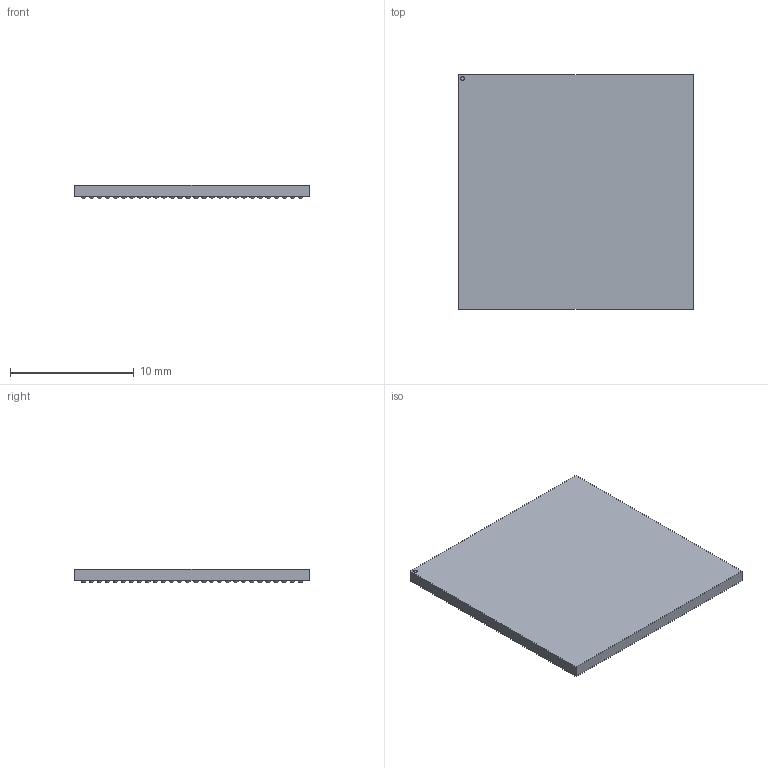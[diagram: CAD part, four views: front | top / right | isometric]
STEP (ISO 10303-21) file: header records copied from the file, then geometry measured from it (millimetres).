
FILE_DESCRIPTION(/* description */ ('model of TFBGA-636_19.0x19.0mm_Layout28x28_P0.65mm'),/* implementation_level */ '2;1');
FILE_NAME(/* name */ 'TFBGA-636_19.0x19.0mm_Layout28x28_P0.65mm.step',/* time_stamp */ '2020-09-17T19:13:38',/* author */ ('kicad StepUp','ksu'),/* organization */ ('FreeCAD'),/* preprocessor_version */ 'OCC',/* originating_system */ 'kicad StepUp',/* authorisation */ '');
FILE_SCHEMA(('AUTOMOTIVE_DESIGN { 1 0 10303 214 1 1 1 1 }'));
Length unit declared in the file: millimetre
Products named in the file (1): TFBGA_636_190x190mm_Layout28x28_P065mm
Bounding box: 19 x 19 x 1.11 mm (x, y, z)
Volume: 344.3 mm3; surface area: 802.9 mm2
Topology: 1 solids, 1 shells, 116 faces, 339 edges, 226 vertices
Faces by surface type: sphere 108, plane 7, cylinder 1
Full cylindrical faces by diameter (mm): 0.3 x1
Entity records: 7273 total; most frequent: DIRECTION 1144, CARTESIAN_POINT 1042, ORIENTED_EDGE 462, PCURVE 462, DEFINITIONAL_REPRESENTATION 462, LINE 365, VECTOR 365, AXIS2_PLACEMENT_3D 335
